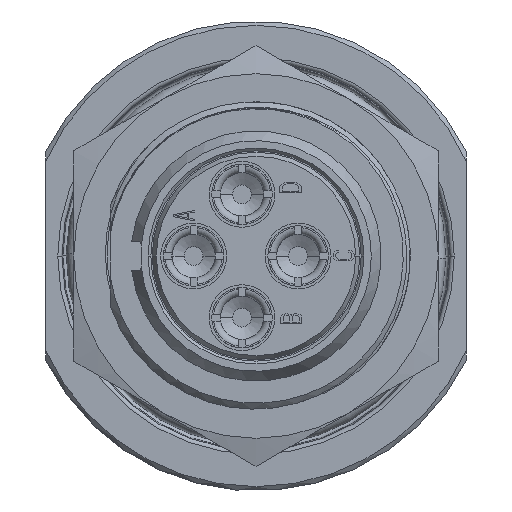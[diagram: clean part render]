
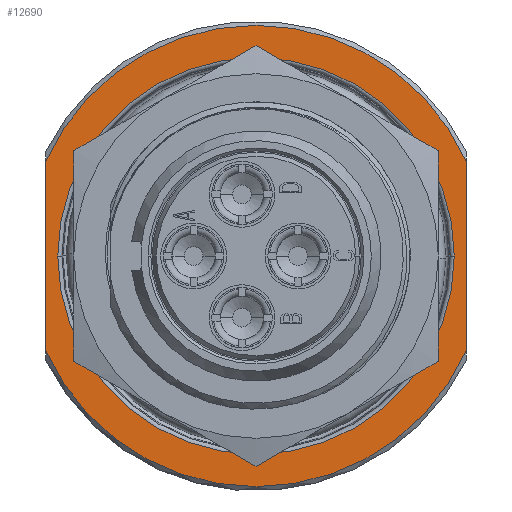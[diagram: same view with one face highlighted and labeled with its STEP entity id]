
A CAD part, left-side view. The second image highlights one B-rep face of the part: STEP entity #12690.
In plain terms, the highlighted planar face has unit normal (-1, 0, 0).
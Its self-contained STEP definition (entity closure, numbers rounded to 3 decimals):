
#272=DIRECTION('',(0.,0.,-1.));
#273=VECTOR('',#272,13.506);
#274=CARTESIAN_POINT('',(20.5,15.,6.753));
#275=LINE('1183',#274,#273);
#276=CARTESIAN_POINT('',(20.5,0.,0.));
#277=DIRECTION('',(1.,0.,0.));
#278=DIRECTION('',(0.,0.912,0.411));
#279=AXIS2_PLACEMENT_3D('',#276,#277,#278);
#281=DIRECTION('',(0.,0.,1.));
#282=VECTOR('',#281,13.506);
#283=CARTESIAN_POINT('',(20.5,-15.,-6.753));
#284=LINE('1184',#283,#282);
#285=CARTESIAN_POINT('',(20.5,0.,0.));
#286=DIRECTION('',(-1.,0.,0.));
#287=DIRECTION('',(0.,0.912,-0.411));
#288=AXIS2_PLACEMENT_3D('',#285,#286,#287);
#300=CARTESIAN_POINT('',(20.5,0.,0.));
#301=DIRECTION('',(1.,0.,0.));
#302=DIRECTION('',(0.,-1.,0.));
#303=AXIS2_PLACEMENT_3D('',#300,#301,#302);
#315=CARTESIAN_POINT('',(20.5,0.,0.));
#316=DIRECTION('',(1.,0.,0.));
#317=DIRECTION('',(0.,1.,0.));
#318=AXIS2_PLACEMENT_3D('',#315,#316,#317);
#10932=CARTESIAN_POINT('',(20.5,15.,6.753));
#10933=CARTESIAN_POINT('',(20.5,15.,-6.753));
#10934=VERTEX_POINT('',#10932);
#10935=VERTEX_POINT('',#10933);
#10936=CARTESIAN_POINT('',(20.5,-15.,-6.753));
#10937=CARTESIAN_POINT('',(20.5,-15.,6.753));
#10938=VERTEX_POINT('',#10936);
#10939=VERTEX_POINT('',#10937);
#10976=CARTESIAN_POINT('',(20.5,-14.139,0.));
#10977=CARTESIAN_POINT('',(20.5,14.139,0.));
#10978=VERTEX_POINT('',#10976);
#10979=VERTEX_POINT('',#10977);
#12672=CARTESIAN_POINT('',(20.5,0.,0.));
#12673=DIRECTION('',(1.,0.,0.));
#12674=DIRECTION('',(0.,-1.,0.));
#12675=AXIS2_PLACEMENT_3D('',#12672,#12673,#12674);
#12676=PLANE('249',#12675);
#12677=ORIENTED_EDGE('1183',*,*,#12585,.F.);
#12679=ORIENTED_EDGE('1198',*,*,#12678,.T.);
#12680=ORIENTED_EDGE('1184',*,*,#12622,.F.);
#12681=ORIENTED_EDGE('1202',*,*,#12665,.F.);
#12682=EDGE_LOOP('249',(#12677,#12679,#12680,#12681));
#12683=FACE_OUTER_BOUND('249',#12682,.F.);
#12685=ORIENTED_EDGE('1224',*,*,#12684,.F.);
#12687=ORIENTED_EDGE('1226',*,*,#12686,.F.);
#12688=EDGE_LOOP('249',(#12685,#12687));
#12689=FACE_BOUND('249',#12688,.F.);
#280=CIRCLE('1198',#279,16.45);
#289=CIRCLE('1202',#288,16.45);
#304=CIRCLE('1224',#303,14.139);
#319=CIRCLE('1226',#318,14.139);
#12585=EDGE_CURVE('1183',#10934,#10935,#275,.T.);
#12622=EDGE_CURVE('1184',#10938,#10939,#284,.T.);
#12665=EDGE_CURVE('1202',#10935,#10938,#289,.T.);
#12678=EDGE_CURVE('1198',#10934,#10939,#280,.T.);
#12684=EDGE_CURVE('1224',#10978,#10979,#304,.T.);
#12686=EDGE_CURVE('1226',#10979,#10978,#319,.T.);
#12690=ADVANCED_FACE('249',(#12683,#12689),#12676,.F.);
